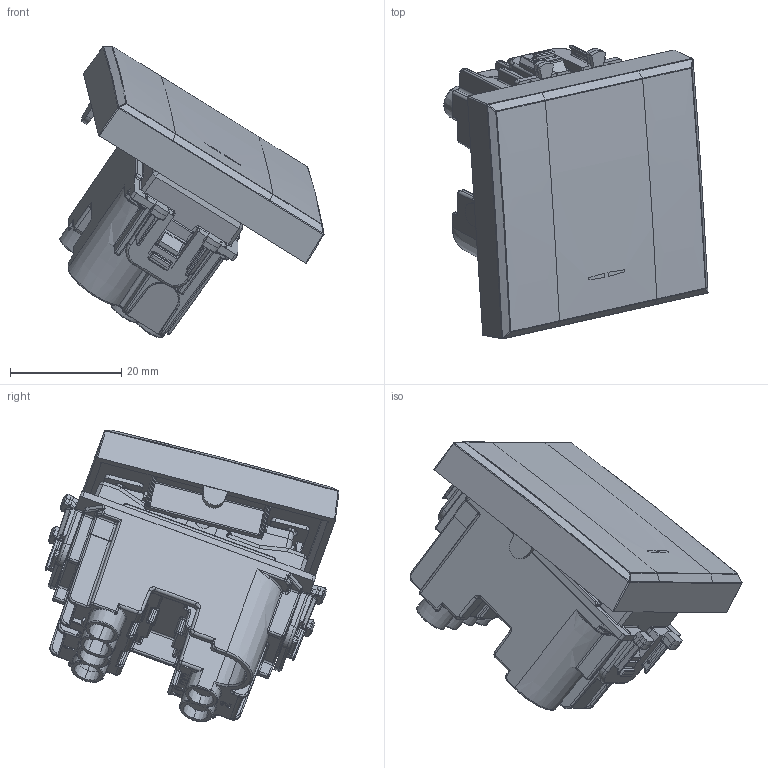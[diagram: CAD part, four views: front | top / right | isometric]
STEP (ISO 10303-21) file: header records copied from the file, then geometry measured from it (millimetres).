
FILE_DESCRIPTION(('CATIA V5 STEP Exchange'),'2;1');
FILE_NAME('445001-2.stp','2024-02-16T07:36:48+00:00',('none'),('none'),'CATIA Version 5-6 Release 2016 SP6','CATIA V5 STEP AP203','none');
FILE_SCHEMA(('CONFIG_CONTROL_DESIGN'));
Products named in the file (1): 445001-2
Assembly tree (10 placements, depth 2):
  445001-2
    #57
    #54987
    #109992
    #142195
    #161276
    #163846
    #165501  x2
    #167414  x2
Bounding box: 47.56 x 52.95 x 52.51 mm (x, y, z)
Volume: 16734.2 mm3; surface area: 26693.8 mm2
Topology: 12 solids, 12 shells, 4333 faces, 11200 edges, 6661 vertices
Faces by surface type: cylinder 1550, plane 1546, bspline 682, sphere 217, cone 201, torus 95, extrusion 38, revolution 4
Entity records: 168251 total; most frequent: CARTESIAN_POINT 79988, ORIENTED_EDGE 21426, DIRECTION 12496, EDGE_CURVE 10713, VERTEX_POINT 6515, VECTOR 4877, LINE 4839, AXIS2_PLACEMENT_3D 4642
